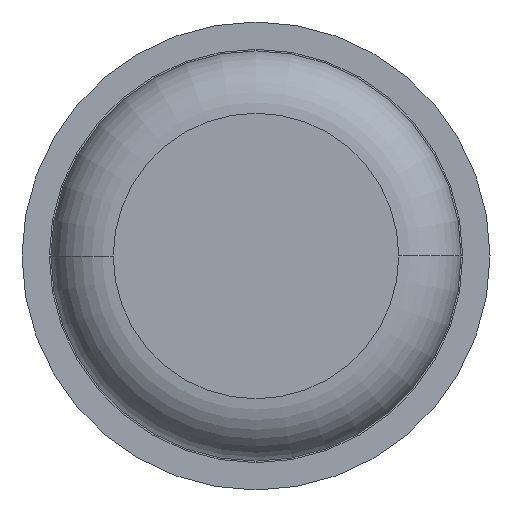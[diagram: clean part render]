
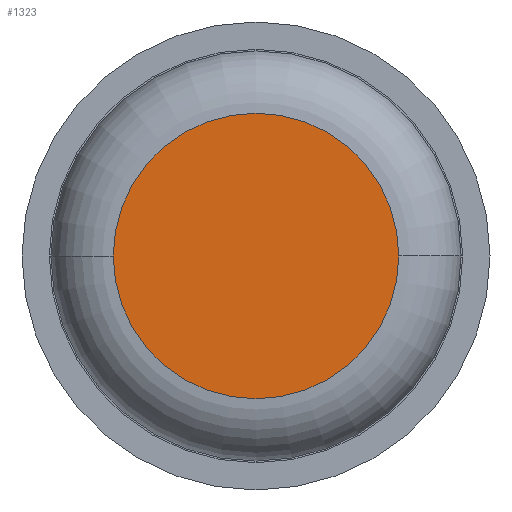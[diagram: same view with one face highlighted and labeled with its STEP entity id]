
A CAD part, front view. The second image highlights one B-rep face of the part: STEP entity #1323.
In plain terms, the highlighted planar face has unit normal (0, -1, 0).
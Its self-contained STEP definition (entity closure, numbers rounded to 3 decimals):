
#31 = FACE_OUTER_BOUND ( 'NONE', #67, .T. ) ;
#67 = EDGE_LOOP ( 'NONE', ( #3153, #665 ) ) ;
#183 = AXIS2_PLACEMENT_3D ( 'NONE', #2266, #1631, #1388 ) ;
#344 = VERTEX_POINT ( 'NONE', #1591 ) ;
#551 = CIRCLE ( 'NONE', #2325, 0.915 ) ;
#665 = ORIENTED_EDGE ( 'NONE', *, *, #1680, .T. ) ;
#835 = PLANE ( 'NONE',  #1267 ) ;
#966 = CARTESIAN_POINT ( 'NONE',  ( 0.915, 0., 0. ) ) ;
#1118 = CARTESIAN_POINT ( 'NONE',  ( 0., 0., 0. ) ) ;
#1267 = AXIS2_PLACEMENT_3D ( 'NONE', #1118, #3188, #2607 ) ;
#1323 = ADVANCED_FACE ( 'Defeature ausgef�hrt1_6', ( #31 ), #835, .F. ) ;
#1388 = DIRECTION ( 'NONE',  ( -1., 0., 0. ) ) ;
#1591 = CARTESIAN_POINT ( 'NONE',  ( -0.915, 0., 0. ) ) ;
#1631 = DIRECTION ( 'NONE',  ( 0., -1., 0. ) ) ;
#1680 = EDGE_CURVE ( 'Defeature ausgef�hrt1_6+Defeature ausgef�hrt1_7+Defeature ausgef�hrt1_7+Defeature ausgef�hrt1_7', #1899, #344, #3751, .T. ) ;
#1899 = VERTEX_POINT ( 'NONE', #966 ) ;
#2222 = DIRECTION ( 'NONE',  ( -1., 0., 0. ) ) ;
#2266 = CARTESIAN_POINT ( 'NONE',  ( 0., 0., 0. ) ) ;
#2325 = AXIS2_PLACEMENT_3D ( 'NONE', #2416, #2800, #2222 ) ;
#2416 = CARTESIAN_POINT ( 'NONE',  ( 0., 0., 0. ) ) ;
#2607 = DIRECTION ( 'NONE',  ( -1., 0., 0. ) ) ;
#2800 = DIRECTION ( 'NONE',  ( 0., -1., 0. ) ) ;
#3153 = ORIENTED_EDGE ( 'NONE', *, *, #3351, .T. ) ;
#3188 = DIRECTION ( 'NONE',  ( 0., 1., 0. ) ) ;
#3351 = EDGE_CURVE ( 'Defeature ausgef�hrt1_6+Defeature ausgef�hrt1_7+Defeature ausgef�hrt1_7+Defeature ausgef�hrt1_7', #344, #1899, #551, .T. ) ;
#3751 = CIRCLE ( 'NONE', #183, 0.915 ) ;
